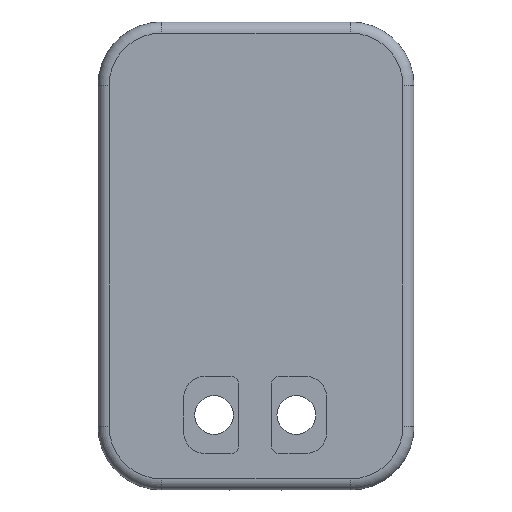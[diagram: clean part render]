
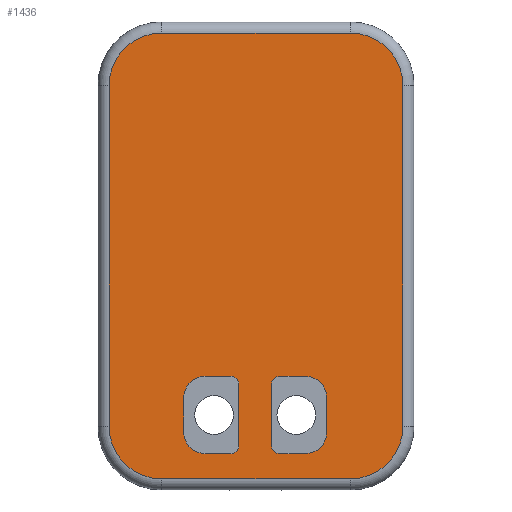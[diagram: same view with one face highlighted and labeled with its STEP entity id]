
A CAD part, top view. The second image highlights one B-rep face of the part: STEP entity #1436.
In plain terms, the highlighted planar face has unit normal (0, 0, 1).
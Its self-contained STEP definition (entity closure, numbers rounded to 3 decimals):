
#1074 = VERTEX_POINT('',#1075);
#1075 = CARTESIAN_POINT('',(-26.6,30.85,9.1));
#1082 = EDGE_CURVE('',#1074,#1083,#1085,.T.);
#1083 = VERTEX_POINT('',#1084);
#1084 = CARTESIAN_POINT('',(-26.6,-30.85,9.1));
#1085 = LINE('',#1086,#1087);
#1086 = CARTESIAN_POINT('',(-26.6,30.85,9.1));
#1087 = VECTOR('',#1088,1.);
#1088 = DIRECTION('',(0.,-1.,0.));
#1132 = VERTEX_POINT('',#1133);
#1133 = CARTESIAN_POINT('',(17.1,40.35,9.1));
#1140 = EDGE_CURVE('',#1132,#1141,#1143,.T.);
#1141 = VERTEX_POINT('',#1142);
#1142 = CARTESIAN_POINT('',(-17.1,40.35,9.1));
#1143 = LINE('',#1144,#1145);
#1144 = CARTESIAN_POINT('',(17.1,40.35,9.1));
#1145 = VECTOR('',#1146,1.);
#1146 = DIRECTION('',(-1.,0.,0.));
#1167 = EDGE_CURVE('',#1141,#1074,#1168,.T.);
#1168 = CIRCLE('',#1169,9.5);
#1169 = AXIS2_PLACEMENT_3D('',#1170,#1171,#1172);
#1170 = CARTESIAN_POINT('',(-17.1,30.85,9.1));
#1171 = DIRECTION('',(0.,-0.,1.));
#1172 = DIRECTION('',(0.,1.,0.));
#1185 = VERTEX_POINT('',#1186);
#1186 = CARTESIAN_POINT('',(-17.1,-40.35,9.1));
#1193 = EDGE_CURVE('',#1083,#1185,#1194,.T.);
#1194 = CIRCLE('',#1195,9.5);
#1195 = AXIS2_PLACEMENT_3D('',#1196,#1197,#1198);
#1196 = CARTESIAN_POINT('',(-17.1,-30.85,9.1));
#1197 = DIRECTION('',(0.,0.,1.));
#1198 = DIRECTION('',(-1.,0.,0.));
#1209 = EDGE_CURVE('',#1185,#1210,#1212,.T.);
#1210 = VERTEX_POINT('',#1211);
#1211 = CARTESIAN_POINT('',(17.1,-40.35,9.1));
#1212 = LINE('',#1213,#1214);
#1213 = CARTESIAN_POINT('',(-17.1,-40.35,9.1));
#1214 = VECTOR('',#1215,1.);
#1215 = DIRECTION('',(1.,0.,0.));
#1436 = ADVANCED_FACE('',(#1437,#1468,#1538),#1608,.T.);
#1437 = FACE_BOUND('',#1438,.T.);
#1438 = EDGE_LOOP('',(#1439,#1440,#1441,#1442,#1451,#1459,#1466,#1467));
#1439 = ORIENTED_EDGE('',*,*,#1082,.T.);
#1440 = ORIENTED_EDGE('',*,*,#1193,.T.);
#1441 = ORIENTED_EDGE('',*,*,#1209,.T.);
#1442 = ORIENTED_EDGE('',*,*,#1443,.T.);
#1443 = EDGE_CURVE('',#1210,#1444,#1446,.T.);
#1444 = VERTEX_POINT('',#1445);
#1445 = CARTESIAN_POINT('',(26.6,-30.85,9.1));
#1446 = CIRCLE('',#1447,9.5);
#1447 = AXIS2_PLACEMENT_3D('',#1448,#1449,#1450);
#1448 = CARTESIAN_POINT('',(17.1,-30.85,9.1));
#1449 = DIRECTION('',(0.,0.,1.));
#1450 = DIRECTION('',(0.,-1.,0.));
#1451 = ORIENTED_EDGE('',*,*,#1452,.T.);
#1452 = EDGE_CURVE('',#1444,#1453,#1455,.T.);
#1453 = VERTEX_POINT('',#1454);
#1454 = CARTESIAN_POINT('',(26.6,30.85,9.1));
#1455 = LINE('',#1456,#1457);
#1456 = CARTESIAN_POINT('',(26.6,-30.85,9.1));
#1457 = VECTOR('',#1458,1.);
#1458 = DIRECTION('',(0.,1.,0.));
#1459 = ORIENTED_EDGE('',*,*,#1460,.T.);
#1460 = EDGE_CURVE('',#1453,#1132,#1461,.T.);
#1461 = CIRCLE('',#1462,9.5);
#1462 = AXIS2_PLACEMENT_3D('',#1463,#1464,#1465);
#1463 = CARTESIAN_POINT('',(17.1,30.85,9.1));
#1464 = DIRECTION('',(0.,0.,1.));
#1465 = DIRECTION('',(1.,0.,0.));
#1466 = ORIENTED_EDGE('',*,*,#1140,.T.);
#1467 = ORIENTED_EDGE('',*,*,#1167,.T.);
#1468 = FACE_BOUND('',#1469,.T.);
#1469 = EDGE_LOOP('',(#1470,#1480,#1489,#1497,#1506,#1514,#1523,#1531));
#1470 = ORIENTED_EDGE('',*,*,#1471,.F.);
#1471 = EDGE_CURVE('',#1472,#1474,#1476,.T.);
#1472 = VERTEX_POINT('',#1473);
#1473 = CARTESIAN_POINT('',(-13.08,-25.64,9.1));
#1474 = VERTEX_POINT('',#1475);
#1475 = CARTESIAN_POINT('',(-13.08,-31.94,9.1));
#1476 = LINE('',#1477,#1478);
#1477 = CARTESIAN_POINT('',(-13.08,-25.64,9.1));
#1478 = VECTOR('',#1479,1.);
#1479 = DIRECTION('',(0.,-1.,0.));
#1480 = ORIENTED_EDGE('',*,*,#1481,.F.);
#1481 = EDGE_CURVE('',#1482,#1472,#1484,.T.);
#1482 = VERTEX_POINT('',#1483);
#1483 = CARTESIAN_POINT('',(-9.23,-21.79,9.1));
#1484 = CIRCLE('',#1485,3.85);
#1485 = AXIS2_PLACEMENT_3D('',#1486,#1487,#1488);
#1486 = CARTESIAN_POINT('',(-9.23,-25.64,9.1));
#1487 = DIRECTION('',(0.,0.,1.));
#1488 = DIRECTION('',(1.,0.,0.));
#1489 = ORIENTED_EDGE('',*,*,#1490,.F.);
#1490 = EDGE_CURVE('',#1491,#1482,#1493,.T.);
#1491 = VERTEX_POINT('',#1492);
#1492 = CARTESIAN_POINT('',(-4.58,-21.79,9.1));
#1493 = LINE('',#1494,#1495);
#1494 = CARTESIAN_POINT('',(-4.58,-21.79,9.1));
#1495 = VECTOR('',#1496,1.);
#1496 = DIRECTION('',(-1.,0.,0.));
#1497 = ORIENTED_EDGE('',*,*,#1498,.F.);
#1498 = EDGE_CURVE('',#1499,#1491,#1501,.T.);
#1499 = VERTEX_POINT('',#1500);
#1500 = CARTESIAN_POINT('',(-3.08,-23.29,9.1));
#1501 = CIRCLE('',#1502,1.5);
#1502 = AXIS2_PLACEMENT_3D('',#1503,#1504,#1505);
#1503 = CARTESIAN_POINT('',(-4.58,-23.29,9.1));
#1504 = DIRECTION('',(0.,0.,1.));
#1505 = DIRECTION('',(1.,0.,0.));
#1506 = ORIENTED_EDGE('',*,*,#1507,.F.);
#1507 = EDGE_CURVE('',#1508,#1499,#1510,.T.);
#1508 = VERTEX_POINT('',#1509);
#1509 = CARTESIAN_POINT('',(-3.08,-34.29,9.1));
#1510 = LINE('',#1511,#1512);
#1511 = CARTESIAN_POINT('',(-3.08,-34.29,9.1));
#1512 = VECTOR('',#1513,1.);
#1513 = DIRECTION('',(0.,1.,0.));
#1514 = ORIENTED_EDGE('',*,*,#1515,.F.);
#1515 = EDGE_CURVE('',#1516,#1508,#1518,.T.);
#1516 = VERTEX_POINT('',#1517);
#1517 = CARTESIAN_POINT('',(-4.58,-35.79,9.1));
#1518 = CIRCLE('',#1519,1.5);
#1519 = AXIS2_PLACEMENT_3D('',#1520,#1521,#1522);
#1520 = CARTESIAN_POINT('',(-4.58,-34.29,9.1));
#1521 = DIRECTION('',(0.,0.,1.));
#1522 = DIRECTION('',(1.,0.,0.));
#1523 = ORIENTED_EDGE('',*,*,#1524,.F.);
#1524 = EDGE_CURVE('',#1525,#1516,#1527,.T.);
#1525 = VERTEX_POINT('',#1526);
#1526 = CARTESIAN_POINT('',(-9.23,-35.79,9.1));
#1527 = LINE('',#1528,#1529);
#1528 = CARTESIAN_POINT('',(-9.23,-35.79,9.1));
#1529 = VECTOR('',#1530,1.);
#1530 = DIRECTION('',(1.,0.,0.));
#1531 = ORIENTED_EDGE('',*,*,#1532,.F.);
#1532 = EDGE_CURVE('',#1474,#1525,#1533,.T.);
#1533 = CIRCLE('',#1534,3.85);
#1534 = AXIS2_PLACEMENT_3D('',#1535,#1536,#1537);
#1535 = CARTESIAN_POINT('',(-9.23,-31.94,9.1));
#1536 = DIRECTION('',(0.,0.,1.));
#1537 = DIRECTION('',(1.,0.,0.));
#1538 = FACE_BOUND('',#1539,.T.);
#1539 = EDGE_LOOP('',(#1540,#1550,#1559,#1567,#1576,#1584,#1593,#1601));
#1540 = ORIENTED_EDGE('',*,*,#1541,.F.);
#1541 = EDGE_CURVE('',#1542,#1544,#1546,.T.);
#1542 = VERTEX_POINT('',#1543);
#1543 = CARTESIAN_POINT('',(2.8,-23.29,9.1));
#1544 = VERTEX_POINT('',#1545);
#1545 = CARTESIAN_POINT('',(2.8,-34.29,9.1));
#1546 = LINE('',#1547,#1548);
#1547 = CARTESIAN_POINT('',(2.8,-23.29,9.1));
#1548 = VECTOR('',#1549,1.);
#1549 = DIRECTION('',(0.,-1.,0.));
#1550 = ORIENTED_EDGE('',*,*,#1551,.F.);
#1551 = EDGE_CURVE('',#1552,#1542,#1554,.T.);
#1552 = VERTEX_POINT('',#1553);
#1553 = CARTESIAN_POINT('',(4.3,-21.79,9.1));
#1554 = CIRCLE('',#1555,1.5);
#1555 = AXIS2_PLACEMENT_3D('',#1556,#1557,#1558);
#1556 = CARTESIAN_POINT('',(4.3,-23.29,9.1));
#1557 = DIRECTION('',(0.,0.,1.));
#1558 = DIRECTION('',(1.,0.,0.));
#1559 = ORIENTED_EDGE('',*,*,#1560,.F.);
#1560 = EDGE_CURVE('',#1561,#1552,#1563,.T.);
#1561 = VERTEX_POINT('',#1562);
#1562 = CARTESIAN_POINT('',(8.95,-21.79,9.1));
#1563 = LINE('',#1564,#1565);
#1564 = CARTESIAN_POINT('',(8.95,-21.79,9.1));
#1565 = VECTOR('',#1566,1.);
#1566 = DIRECTION('',(-1.,0.,0.));
#1567 = ORIENTED_EDGE('',*,*,#1568,.F.);
#1568 = EDGE_CURVE('',#1569,#1561,#1571,.T.);
#1569 = VERTEX_POINT('',#1570);
#1570 = CARTESIAN_POINT('',(12.8,-25.64,9.1));
#1571 = CIRCLE('',#1572,3.85);
#1572 = AXIS2_PLACEMENT_3D('',#1573,#1574,#1575);
#1573 = CARTESIAN_POINT('',(8.95,-25.64,9.1));
#1574 = DIRECTION('',(0.,0.,1.));
#1575 = DIRECTION('',(1.,0.,0.));
#1576 = ORIENTED_EDGE('',*,*,#1577,.F.);
#1577 = EDGE_CURVE('',#1578,#1569,#1580,.T.);
#1578 = VERTEX_POINT('',#1579);
#1579 = CARTESIAN_POINT('',(12.8,-31.94,9.1));
#1580 = LINE('',#1581,#1582);
#1581 = CARTESIAN_POINT('',(12.8,-31.94,9.1));
#1582 = VECTOR('',#1583,1.);
#1583 = DIRECTION('',(0.,1.,0.));
#1584 = ORIENTED_EDGE('',*,*,#1585,.F.);
#1585 = EDGE_CURVE('',#1586,#1578,#1588,.T.);
#1586 = VERTEX_POINT('',#1587);
#1587 = CARTESIAN_POINT('',(8.95,-35.79,9.1));
#1588 = CIRCLE('',#1589,3.85);
#1589 = AXIS2_PLACEMENT_3D('',#1590,#1591,#1592);
#1590 = CARTESIAN_POINT('',(8.95,-31.94,9.1));
#1591 = DIRECTION('',(0.,0.,1.));
#1592 = DIRECTION('',(1.,0.,0.));
#1593 = ORIENTED_EDGE('',*,*,#1594,.F.);
#1594 = EDGE_CURVE('',#1595,#1586,#1597,.T.);
#1595 = VERTEX_POINT('',#1596);
#1596 = CARTESIAN_POINT('',(4.3,-35.79,9.1));
#1597 = LINE('',#1598,#1599);
#1598 = CARTESIAN_POINT('',(4.3,-35.79,9.1));
#1599 = VECTOR('',#1600,1.);
#1600 = DIRECTION('',(1.,0.,0.));
#1601 = ORIENTED_EDGE('',*,*,#1602,.F.);
#1602 = EDGE_CURVE('',#1544,#1595,#1603,.T.);
#1603 = CIRCLE('',#1604,1.5);
#1604 = AXIS2_PLACEMENT_3D('',#1605,#1606,#1607);
#1605 = CARTESIAN_POINT('',(4.3,-34.29,9.1));
#1606 = DIRECTION('',(0.,0.,1.));
#1607 = DIRECTION('',(1.,0.,0.));
#1608 = PLANE('',#1609);
#1609 = AXIS2_PLACEMENT_3D('',#1610,#1611,#1612);
#1610 = CARTESIAN_POINT('',(0.,0.,9.1));
#1611 = DIRECTION('',(0.,0.,1.));
#1612 = DIRECTION('',(1.,0.,0.));
